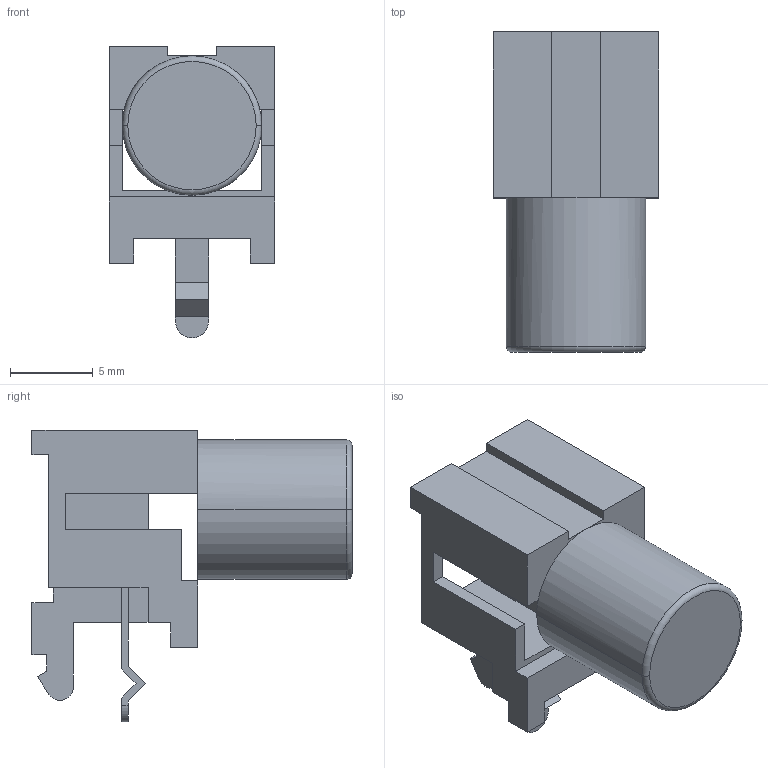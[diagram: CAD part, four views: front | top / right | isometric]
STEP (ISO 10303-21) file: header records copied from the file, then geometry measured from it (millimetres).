
FILE_DESCRIPTION (( 'STEP AP214' ), '1' );
FILE_NAME ('CONN-TH_AV-5.step', '2022-08-05T10:09:26', ( '' ), ( '' ), 'SwSTEP 2.0', 'SolidWorks 2020', '' );
FILE_SCHEMA (( 'AUTOMOTIVE_DESIGN' ));
Length unit declared in the file: millimetre
Products named in the file (1): CONN-TH_AV-5
Bounding box: 10 x 19.3 x 17.6 mm (x, y, z)
Volume: 959.8 mm3; surface area: 1252 mm2
Topology: 14 solids, 14 shells, 363 faces, 982 edges, 653 vertices
Faces by surface type: plane 244, bspline 112, cylinder 5, torus 2
Entity records: 16034 total; most frequent: CARTESIAN_POINT 4103, ORIENTED_EDGE 1964, DIRECTION 1275, EDGE_CURVE 982, VECTOR 737, LINE 737, VERTEX_POINT 653, EDGE_LOOP 385
